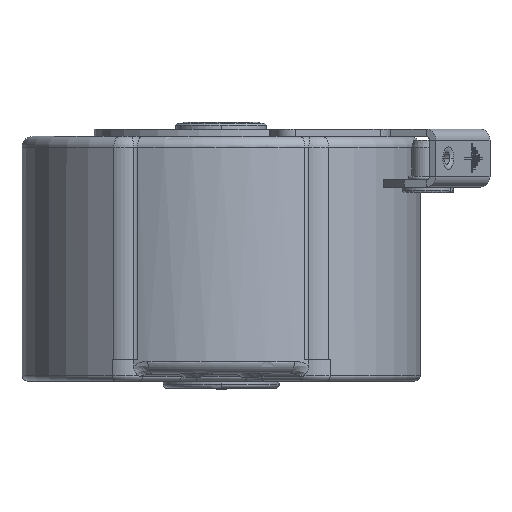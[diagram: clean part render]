
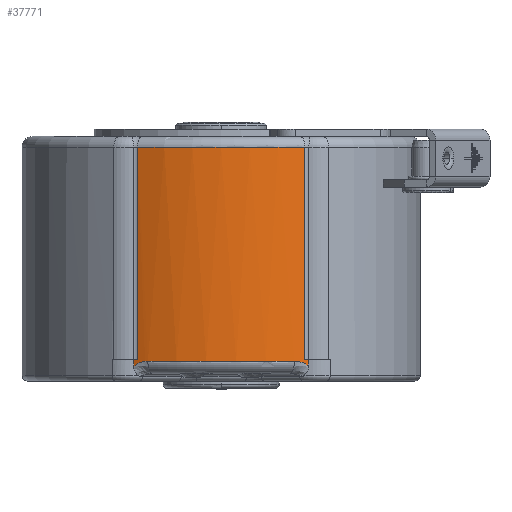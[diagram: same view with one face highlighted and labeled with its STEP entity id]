
A CAD part, front view. The second image highlights one B-rep face of the part: STEP entity #37771.
In plain terms, the highlighted cylindrical face has radius 53 mm (diameter 106 mm), a partial arc.
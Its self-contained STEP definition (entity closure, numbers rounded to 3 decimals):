
#7116=DIRECTION('',(0.,0.,-1.));
#7117=VECTOR('',#7116,58.5);
#7118=CARTESIAN_POINT('',(23.08,-47.711,8.3));
#7119=LINE('',#7118,#7117);
#7120=DIRECTION('',(0.,0.,1.));
#7121=VECTOR('',#7120,58.5);
#7122=CARTESIAN_POINT('',(-23.08,-47.711,-50.2));
#7123=LINE('',#7122,#7121);
#7238=CARTESIAN_POINT('',(0.,0.,8.3));
#7239=DIRECTION('',(0.,0.,-1.));
#7240=DIRECTION('',(0.435,-0.9,0.));
#7241=AXIS2_PLACEMENT_3D('',#7238,#7239,#7240);
#11284=CARTESIAN_POINT('',(-24.096,-47.206,
-52.109));
#11285=CARTESIAN_POINT('',(-23.784,-47.365,
-51.818));
#11286=CARTESIAN_POINT('',(-23.083,-47.716,
-51.321));
#11287=CARTESIAN_POINT('',(-21.747,-48.341,
-50.82));
#11288=CARTESIAN_POINT('',(-20.74,-48.777,
-50.7));
#11289=CARTESIAN_POINT('',(-20.2,-49.,
-50.7));
#11328=DIRECTION('',(0.,0.,-1.));
#11329=VECTOR('',#11328,1.909);
#11330=CARTESIAN_POINT('',(-24.096,-47.206,-50.2));
#11331=LINE('',#11330,#11329);
#11357=CARTESIAN_POINT('',(0.,0.,-50.2));
#11358=DIRECTION('',(0.,0.,-1.));
#11359=DIRECTION('',(-0.435,-0.9,0.));
#11360=AXIS2_PLACEMENT_3D('',#11357,#11358,#11359);
#11391=CARTESIAN_POINT('',(0.,0.,-50.7));
#11392=DIRECTION('',(0.,0.,1.));
#11393=DIRECTION('',(-0.381,-0.925,0.));
#11394=AXIS2_PLACEMENT_3D('',#11391,#11392,#11393);
#12263=CARTESIAN_POINT('',(20.2,-49.,
-50.7));
#12264=CARTESIAN_POINT('',(20.743,-48.776,
-50.7));
#12265=CARTESIAN_POINT('',(21.754,-48.338,
-50.821));
#12266=CARTESIAN_POINT('',(23.091,-47.711,
-51.326));
#12267=CARTESIAN_POINT('',(23.787,-47.364,
-51.821));
#12268=CARTESIAN_POINT('',(24.096,-47.206,
-52.109));
#12328=DIRECTION('',(0.,0.,1.));
#12329=VECTOR('',#12328,1.909);
#12330=CARTESIAN_POINT('',(24.096,-47.206,
-52.109));
#12331=LINE('',#12330,#12329);
#12337=CARTESIAN_POINT('',(0.,0.,-50.2));
#12338=DIRECTION('',(0.,0.,-1.));
#12339=DIRECTION('',(0.455,-0.891,0.));
#12340=AXIS2_PLACEMENT_3D('',#12337,#12338,#12339);
#21829=CARTESIAN_POINT('',(-23.08,-47.711,8.3));
#21830=VERTEX_POINT('',#21829);
#21831=CARTESIAN_POINT('',(-23.08,-47.711,-50.2));
#21832=VERTEX_POINT('',#21831);
#21835=CARTESIAN_POINT('',(23.08,-47.711,8.3));
#21836=CARTESIAN_POINT('',(23.08,-47.711,-50.2));
#21837=VERTEX_POINT('',#21835);
#21838=VERTEX_POINT('',#21836);
#21839=CARTESIAN_POINT('',(24.096,-47.206,-50.2));
#21840=VERTEX_POINT('',#21839);
#21841=CARTESIAN_POINT('',(24.096,-47.206,
-52.109));
#21842=VERTEX_POINT('',#21841);
#21843=VERTEX_POINT('',#12263);
#21844=CARTESIAN_POINT('',(-20.2,-49.,-50.7));
#21845=VERTEX_POINT('',#21844);
#21846=VERTEX_POINT('',#11284);
#21847=CARTESIAN_POINT('',(-24.096,-47.206,-50.2));
#21848=VERTEX_POINT('',#21847);
#37745=CARTESIAN_POINT('',(0.,0.,-54.2));
#37746=DIRECTION('',(0.,0.,1.));
#37747=DIRECTION('',(1.,0.,0.));
#37748=AXIS2_PLACEMENT_3D('',#37745,#37746,#37747);
#37749=CYLINDRICAL_SURFACE('',#37748,53.);
#37751=ORIENTED_EDGE('',*,*,#37750,.T.);
#37753=ORIENTED_EDGE('',*,*,#37752,.F.);
#37755=ORIENTED_EDGE('',*,*,#37754,.F.);
#37757=ORIENTED_EDGE('',*,*,#37756,.F.);
#37759=ORIENTED_EDGE('',*,*,#37758,.F.);
#37761=ORIENTED_EDGE('',*,*,#37760,.F.);
#37763=ORIENTED_EDGE('',*,*,#37762,.F.);
#37765=ORIENTED_EDGE('',*,*,#37764,.F.);
#37766=ORIENTED_EDGE('',*,*,#37735,.T.);
#37768=ORIENTED_EDGE('',*,*,#37767,.F.);
#37769=EDGE_LOOP('',(#37751,#37753,#37755,#37757,#37759,#37761,#37763,#37765,
#37766,#37768));
#37770=FACE_OUTER_BOUND('',#37769,.F.);
#7242=CIRCLE('',#7241,53.);
#11290=B_SPLINE_CURVE_WITH_KNOTS('',3,(#11284,#11285,#11286,#11287,#11288,
#11289),.UNSPECIFIED.,.F.,.F.,(4,1,1,4),(0.,0.333,
0.667,1.),.UNSPECIFIED.);
#11361=CIRCLE('',#11360,53.);
#11395=CIRCLE('',#11394,53.);
#12269=B_SPLINE_CURVE_WITH_KNOTS('',3,(#12263,#12264,#12265,#12266,#12267,
#12268),.UNSPECIFIED.,.F.,.F.,(4,1,1,4),(0.,0.333,
0.667,1.),.UNSPECIFIED.);
#12341=CIRCLE('',#12340,53.);
#37735=EDGE_CURVE('',#21832,#21830,#7123,.T.);
#37750=EDGE_CURVE('',#21837,#21838,#7119,.T.);
#37752=EDGE_CURVE('',#21840,#21838,#12341,.T.);
#37754=EDGE_CURVE('',#21842,#21840,#12331,.T.);
#37756=EDGE_CURVE('',#21843,#21842,#12269,.T.);
#37758=EDGE_CURVE('',#21845,#21843,#11395,.T.);
#37760=EDGE_CURVE('',#21846,#21845,#11290,.T.);
#37762=EDGE_CURVE('',#21848,#21846,#11331,.T.);
#37764=EDGE_CURVE('',#21832,#21848,#11361,.T.);
#37767=EDGE_CURVE('',#21837,#21830,#7242,.T.);
#37771=ADVANCED_FACE('',(#37770),#37749,.T.);
